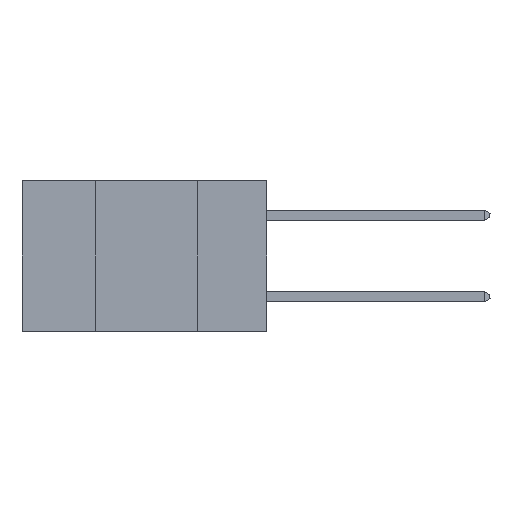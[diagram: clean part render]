
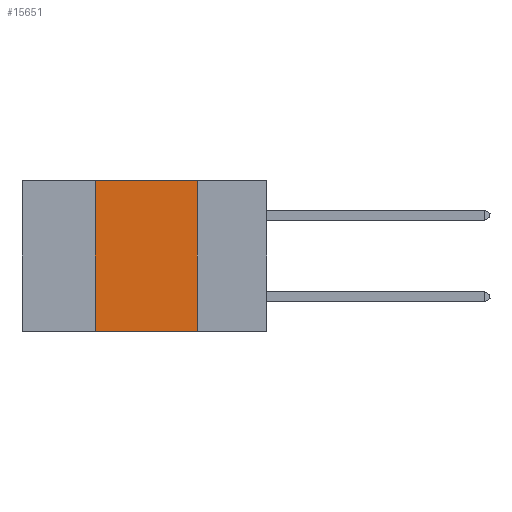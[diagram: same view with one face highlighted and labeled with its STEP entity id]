
A CAD part, left-side view. The second image highlights one B-rep face of the part: STEP entity #15651.
In plain terms, the highlighted planar face has unit normal (-1, 0, 0).
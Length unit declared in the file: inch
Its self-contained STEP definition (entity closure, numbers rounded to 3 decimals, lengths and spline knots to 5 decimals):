
#23 = DIRECTION ( 'NONE',  ( 0., 0., -1. ) ) ;
#1154 = LINE ( 'NONE', #14008, #18759 ) ;
#1825 = FACE_OUTER_BOUND ( 'NONE', #16043, .T. ) ;
#2159 = VECTOR ( 'NONE', #23, 39.37008 ) ;
#3544 = PLANE ( 'NONE',  #6646 ) ;
#3821 = EDGE_CURVE ( 'NONE', #8370, #10551, #22228, .T. ) ;
#4975 = CARTESIAN_POINT ( 'NONE',  ( 0., 0.17, -0.37 ) ) ;
#5365 = DIRECTION ( 'NONE',  ( 0., 0., -1. ) ) ;
#5742 = CARTESIAN_POINT ( 'NONE',  ( 0., 0.17, 0. ) ) ;
#6532 = CARTESIAN_POINT ( 'NONE',  ( 0., 0.6, -0.37 ) ) ;
#6540 = ORIENTED_EDGE ( 'NONE', *, *, #16101, .T. ) ;
#6646 = AXIS2_PLACEMENT_3D ( 'NONE', #10604, #15874, #5365 ) ;
#7067 = CARTESIAN_POINT ( 'NONE',  ( 0., 0.42, -0.37 ) ) ;
#7143 = VERTEX_POINT ( 'NONE', #5742 ) ;
#7496 = CARTESIAN_POINT ( 'NONE',  ( 0., 0.42, 0. ) ) ;
#8370 = VERTEX_POINT ( 'NONE', #7067 ) ;
#8851 = DIRECTION ( 'NONE',  ( 0., -1., 0. ) ) ;
#8946 = VERTEX_POINT ( 'NONE', #4975 ) ;
#9732 = EDGE_CURVE ( 'NONE', #10551, #7143, #1154, .T. ) ;
#10172 = LINE ( 'NONE', #6532, #14798 ) ;
#10551 = VERTEX_POINT ( 'NONE', #7496 ) ;
#10604 = CARTESIAN_POINT ( 'NONE',  ( 0., 0.6, 0. ) ) ;
#11895 = DIRECTION ( 'NONE',  ( 0., 0., 1. ) ) ;
#14008 = CARTESIAN_POINT ( 'NONE',  ( 0., 0.6, 0. ) ) ;
#14422 = EDGE_CURVE ( 'NONE', #7143, #8946, #20806, .T. ) ;
#14798 = VECTOR ( 'NONE', #15238, 39.37008 ) ;
#15218 = ORIENTED_EDGE ( 'NONE', *, *, #3821, .F. ) ;
#15238 = DIRECTION ( 'NONE',  ( 0., -1., 0. ) ) ;
#15651 = ADVANCED_FACE ( 'NONE', ( #1825 ), #3544, .F. ) ;
#15874 = DIRECTION ( 'NONE',  ( 1., 0., 0. ) ) ;
#15921 = CARTESIAN_POINT ( 'NONE',  ( 0., 0.17, 0. ) ) ;
#16043 = EDGE_LOOP ( 'NONE', ( #20389, #18257, #15218, #6540 ) ) ;
#16101 = EDGE_CURVE ( 'NONE', #8370, #8946, #10172, .T. ) ;
#18257 = ORIENTED_EDGE ( 'NONE', *, *, #9732, .F. ) ;
#18759 = VECTOR ( 'NONE', #8851, 39.37008 ) ;
#20389 = ORIENTED_EDGE ( 'NONE', *, *, #14422, .F. ) ;
#20806 = LINE ( 'NONE', #15921, #2159 ) ;
#21693 = VECTOR ( 'NONE', #11895, 39.37008 ) ;
#21801 = CARTESIAN_POINT ( 'NONE',  ( 0., 0.42, 0. ) ) ;
#22228 = LINE ( 'NONE', #21801, #21693 ) ;
